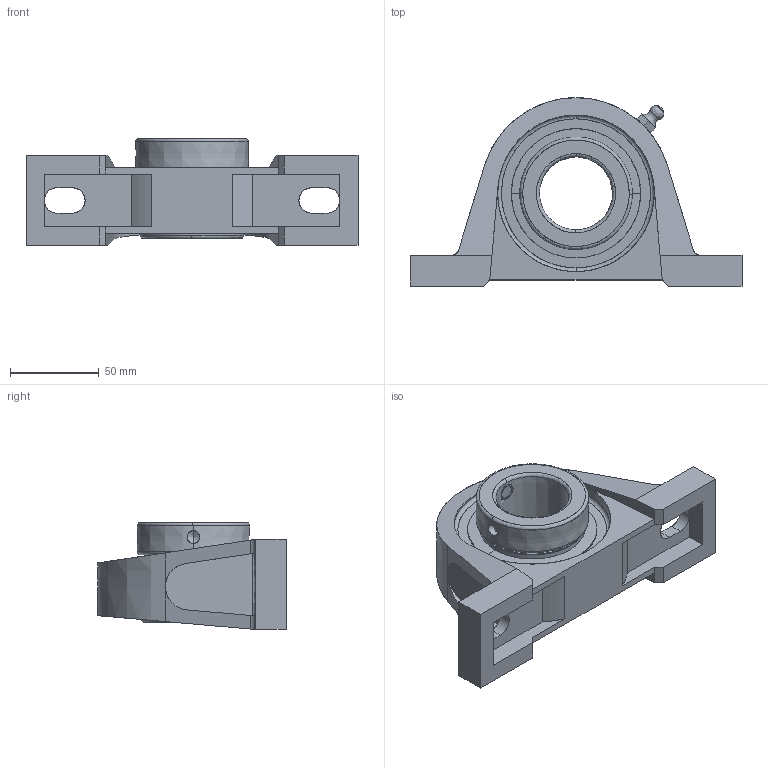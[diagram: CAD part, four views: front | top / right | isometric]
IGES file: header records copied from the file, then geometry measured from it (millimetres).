
Start section: SolidWorks IGES file using analytic representation for surfaces
Global section: file name: VPDEFAU0821834587536.igs; native system: SolidWorks 2012; preprocessor: SolidWorks 2012; author: partstream; date: 120821.083503; units: millimetre
Bounding box: 187.32 x 106.36 x 60.33 mm (x, y, z)
Surface area: 68357.1 mm2 (no closed solid volume)
Topology: 0 solids, 0 shells, 142 faces, 2738 edges, 2740 vertices
Faces by surface type: bspline 82, revolution 60
